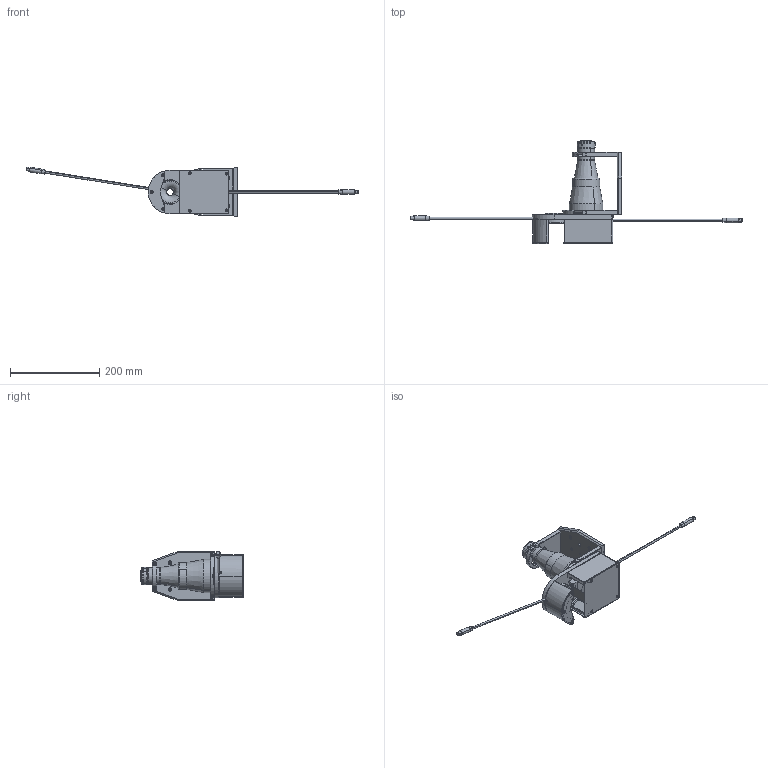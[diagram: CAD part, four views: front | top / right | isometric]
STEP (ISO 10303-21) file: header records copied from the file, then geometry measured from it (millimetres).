
FILE_DESCRIPTION (( 'STEP AP203' ), '1' );
FILE_NAME ('DP30055_TCCAGE12048HP.step', '2020-06-26T13:59:36', ( '' ), ( '' ), 'SwSTEP 2.0', 'SolidWorks 2020', '' );
FILE_SCHEMA (( 'CONFIG_CONTROL_DESIGN' ));
Length unit declared in the file: millimetre
Products named in the file (1): DP30055_TCCAGE12048HP
Bounding box: 744.77 x 232.33 x 111.05 mm (x, y, z)
Surface area: 246331.1 mm2 (no closed solid volume)
Topology: 0 solids, 93 shells, 762 faces, 2607 edges, 1923 vertices
Faces by surface type: plane 364, cylinder 259, cone 79, torus 54, sphere 6
Entity records: 29221 total; most frequent: CARTESIAN_POINT 6209, DIRECTION 5048, ORIENTED_EDGE 3928, EDGE_CURVE 2595, VERTEX_POINT 1923, AXIS2_PLACEMENT_3D 1790, VECTOR 1468, LINE 1468
